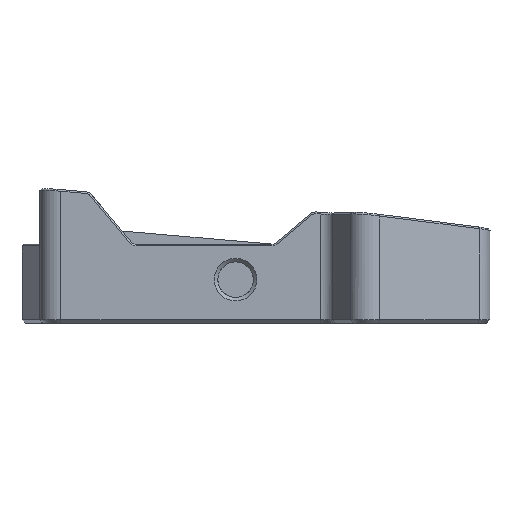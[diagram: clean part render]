
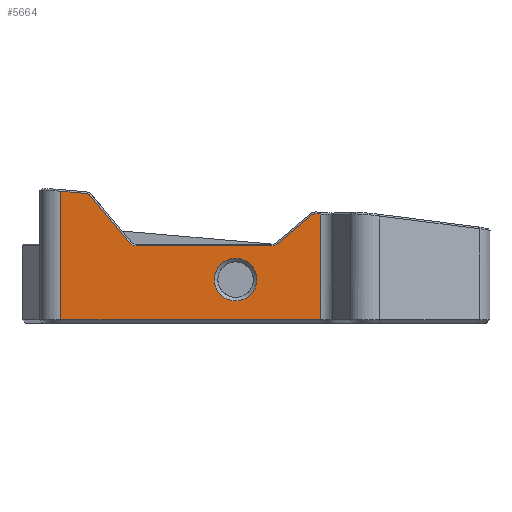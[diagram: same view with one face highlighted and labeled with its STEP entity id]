
A CAD part, left-side view. The second image highlights one B-rep face of the part: STEP entity #5664.
In plain terms, the highlighted planar face has unit normal (-1, 0, 0).
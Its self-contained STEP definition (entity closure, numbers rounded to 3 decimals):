
#74=FACE_BOUND('',#852,.T.);
#88=ELLIPSE('',#6025,1.303,1.128);
#89=ELLIPSE('',#6028,1.303,1.128);
#211=B_SPLINE_CURVE_WITH_KNOTS('',3,(#8426,#8427,#8428,#8429,#8430,#8431),
 .UNSPECIFIED.,.F.,.F.,(4,2,4),(-0.004,-0.002,
0.),.UNSPECIFIED.);
#212=B_SPLINE_CURVE_WITH_KNOTS('',3,(#8437,#8438,#8439,#8440,#8441,#8442),
 .UNSPECIFIED.,.F.,.F.,(4,2,4),(-0.116,-0.058,
0.),.UNSPECIFIED.);
#213=B_SPLINE_CURVE_WITH_KNOTS('',3,(#8458,#8459,#8460,#8461,#8462,#8463),
 .UNSPECIFIED.,.F.,.F.,(4,2,4),(-0.116,-0.058,
0.),.UNSPECIFIED.);
#306=CIRCLE('',#6026,2.5);
#307=CIRCLE('',#6027,2.5);
#308=CIRCLE('',#6029,6.);
#514=FACE_OUTER_BOUND('',#851,.T.);
#851=EDGE_LOOP('',(#3837,#3838,#3839,#3840,#3841,#3842,#3843,#3844,#3845,
#3846,#3847,#3848,#3849,#3850,#3851,#3852,#3853));
#852=EDGE_LOOP('',(#3854));
#1233=LINE('',#8424,#1819);
#1234=LINE('',#8433,#1820);
#1235=LINE('',#8444,#1821);
#1236=LINE('',#8446,#1822);
#1237=LINE('',#8450,#1823);
#1238=LINE('',#8454,#1824);
#1239=LINE('',#8456,#1825);
#1240=LINE('',#8467,#1826);
#1241=LINE('',#8469,#1827);
#1242=LINE('',#8470,#1828);
#1819=VECTOR('',#6623,10.);
#1820=VECTOR('',#6624,10.);
#1821=VECTOR('',#6627,10.);
#1822=VECTOR('',#6628,10.);
#1823=VECTOR('',#6631,10.);
#1824=VECTOR('',#6634,10.);
#1825=VECTOR('',#6635,10.);
#1826=VECTOR('',#6638,10.);
#1827=VECTOR('',#6639,10.);
#1828=VECTOR('',#6640,10.);
#2418=VERTEX_POINT('',#8422);
#2419=VERTEX_POINT('',#8423);
#2420=VERTEX_POINT('',#8425);
#2421=VERTEX_POINT('',#8432);
#2422=VERTEX_POINT('',#8434);
#2423=VERTEX_POINT('',#8436);
#2424=VERTEX_POINT('',#8443);
#2425=VERTEX_POINT('',#8445);
#2426=VERTEX_POINT('',#8447);
#2427=VERTEX_POINT('',#8449);
#2428=VERTEX_POINT('',#8451);
#2429=VERTEX_POINT('',#8453);
#2430=VERTEX_POINT('',#8455);
#2431=VERTEX_POINT('',#8457);
#2432=VERTEX_POINT('',#8464);
#2433=VERTEX_POINT('',#8466);
#2434=VERTEX_POINT('',#8468);
#2435=VERTEX_POINT('',#8471);
#2961=EDGE_CURVE('',#2418,#2419,#1233,.T.);
#2962=EDGE_CURVE('',#2419,#2420,#211,.T.);
#2963=EDGE_CURVE('',#2420,#2421,#1234,.T.);
#2964=EDGE_CURVE('',#2421,#2422,#88,.T.);
#2965=EDGE_CURVE('',#2422,#2423,#212,.T.);
#2966=EDGE_CURVE('',#2423,#2424,#1235,.T.);
#2967=EDGE_CURVE('',#2424,#2425,#1236,.T.);
#2968=EDGE_CURVE('',#2425,#2426,#306,.T.);
#2969=EDGE_CURVE('',#2426,#2427,#1237,.T.);
#2970=EDGE_CURVE('',#2427,#2428,#307,.T.);
#2971=EDGE_CURVE('',#2428,#2429,#1238,.T.);
#2972=EDGE_CURVE('',#2429,#2430,#1239,.T.);
#2973=EDGE_CURVE('',#2430,#2431,#213,.T.);
#2974=EDGE_CURVE('',#2431,#2432,#89,.T.);
#2975=EDGE_CURVE('',#2432,#2433,#1240,.T.);
#2976=EDGE_CURVE('',#2433,#2434,#1241,.T.);
#2977=EDGE_CURVE('',#2418,#2434,#1242,.T.);
#2978=EDGE_CURVE('',#2435,#2435,#308,.T.);
#3837=ORIENTED_EDGE('',*,*,#2961,.T.);
#3838=ORIENTED_EDGE('',*,*,#2962,.T.);
#3839=ORIENTED_EDGE('',*,*,#2963,.T.);
#3840=ORIENTED_EDGE('',*,*,#2964,.T.);
#3841=ORIENTED_EDGE('',*,*,#2965,.T.);
#3842=ORIENTED_EDGE('',*,*,#2966,.T.);
#3843=ORIENTED_EDGE('',*,*,#2967,.T.);
#3844=ORIENTED_EDGE('',*,*,#2968,.T.);
#3845=ORIENTED_EDGE('',*,*,#2969,.T.);
#3846=ORIENTED_EDGE('',*,*,#2970,.T.);
#3847=ORIENTED_EDGE('',*,*,#2971,.T.);
#3848=ORIENTED_EDGE('',*,*,#2972,.T.);
#3849=ORIENTED_EDGE('',*,*,#2973,.T.);
#3850=ORIENTED_EDGE('',*,*,#2974,.T.);
#3851=ORIENTED_EDGE('',*,*,#2975,.T.);
#3852=ORIENTED_EDGE('',*,*,#2976,.T.);
#3853=ORIENTED_EDGE('',*,*,#2977,.F.);
#3854=ORIENTED_EDGE('',*,*,#2978,.F.);
#5510=PLANE('',#6024);
#5664=ADVANCED_FACE('',(#514,#74),#5510,.F.);
#6024=AXIS2_PLACEMENT_3D('',#8421,#6621,#6622);
#6025=AXIS2_PLACEMENT_3D('',#8435,#6625,#6626);
#6026=AXIS2_PLACEMENT_3D('',#8448,#6629,#6630);
#6027=AXIS2_PLACEMENT_3D('',#8452,#6632,#6633);
#6028=AXIS2_PLACEMENT_3D('',#8465,#6636,#6637);
#6029=AXIS2_PLACEMENT_3D('',#8472,#6641,#6642);
#6621=DIRECTION('center_axis',(1.,0.,0.));
#6622=DIRECTION('ref_axis',(0.,-1.,0.));
#6623=DIRECTION('',(0.,0.,1.));
#6624=DIRECTION('',(0.,0.996,0.087));
#6625=DIRECTION('center_axis',(-1.,0.,0.));
#6626=DIRECTION('ref_axis',(0.,0.998,0.059));
#6627=DIRECTION('',(0.,0.766,-0.643));
#6628=DIRECTION('',(0.,0.766,-0.643));
#6629=DIRECTION('center_axis',(1.,0.,0.));
#6630=DIRECTION('ref_axis',(0.,-0.342,-0.94));
#6631=DIRECTION('',(0.,1.,0.));
#6632=DIRECTION('center_axis',(1.,0.,0.));
#6633=DIRECTION('ref_axis',(0.,0.423,-0.906));
#6634=DIRECTION('',(0.,0.643,0.766));
#6635=DIRECTION('',(0.,0.643,0.766));
#6636=DIRECTION('center_axis',(-1.,0.,0.));
#6637=DIRECTION('ref_axis',(0.,0.993,0.115));
#6638=DIRECTION('',(0.,0.996,0.087));
#6639=DIRECTION('',(0.,0.,-1.));
#6640=DIRECTION('',(0.,1.,0.));
#6641=DIRECTION('center_axis',(-1.,0.,0.));
#6642=DIRECTION('ref_axis',(0.,1.,0.));
#8421=CARTESIAN_POINT('Origin',(6.76,-0.021,-1.5));
#8422=CARTESIAN_POINT('',(6.76,-79.175,-9.3));
#8423=CARTESIAN_POINT('',(6.76,-79.175,20.514));
#8424=CARTESIAN_POINT('',(6.76,-79.175,-1.5));
#8425=CARTESIAN_POINT('',(6.76,-79.132,20.518));
#8426=CARTESIAN_POINT('Ctrl Pts',(6.76,-79.175,20.514));
#8427=CARTESIAN_POINT('Ctrl Pts',(6.76,-79.168,20.515));
#8428=CARTESIAN_POINT('Ctrl Pts',(6.76,-79.161,20.515));
#8429=CARTESIAN_POINT('Ctrl Pts',(6.76,-79.146,20.517));
#8430=CARTESIAN_POINT('Ctrl Pts',(6.76,-79.139,20.517));
#8431=CARTESIAN_POINT('Ctrl Pts',(6.76,-79.132,20.518));
#8432=CARTESIAN_POINT('',(6.76,-77.969,20.62));
#8433=CARTESIAN_POINT('',(6.76,-32.46,24.611));
#8434=CARTESIAN_POINT('',(6.76,-77.943,20.622));
#8435=CARTESIAN_POINT('Origin',(6.76,-77.86,19.497));
#8436=CARTESIAN_POINT('',(6.76,-76.864,20.271));
#8437=CARTESIAN_POINT('Ctrl Pts',(6.76,-77.943,20.622));
#8438=CARTESIAN_POINT('Ctrl Pts',(6.76,-77.75,20.635));
#8439=CARTESIAN_POINT('Ctrl Pts',(6.76,-77.555,20.61));
#8440=CARTESIAN_POINT('Ctrl Pts',(6.76,-77.186,20.49));
#8441=CARTESIAN_POINT('Ctrl Pts',(6.76,-77.013,20.395));
#8442=CARTESIAN_POINT('Ctrl Pts',(6.76,-76.864,20.271));
#8443=CARTESIAN_POINT('',(6.76,-76.827,20.239));
#8444=CARTESIAN_POINT('',(6.76,-76.864,20.271));
#8445=CARTESIAN_POINT('',(6.76,-67.104,12.085));
#8446=CARTESIAN_POINT('',(6.76,-43.791,-7.469));
#8447=CARTESIAN_POINT('',(6.76,-65.498,11.5));
#8448=CARTESIAN_POINT('Origin',(6.76,-65.498,14.));
#8449=CARTESIAN_POINT('',(6.76,-27.28,11.5));
#8450=CARTESIAN_POINT('',(6.76,-13.184,11.5));
#8451=CARTESIAN_POINT('',(6.76,-25.365,12.393));
#8452=CARTESIAN_POINT('Origin',(6.76,-27.28,14.));
#8453=CARTESIAN_POINT('',(6.76,-14.175,25.734));
#8454=CARTESIAN_POINT('',(6.76,-17.673,21.564));
#8455=CARTESIAN_POINT('',(6.76,-14.144,25.772));
#8456=CARTESIAN_POINT('',(6.76,-14.175,25.734));
#8457=CARTESIAN_POINT('',(6.76,-13.143,26.305));
#8458=CARTESIAN_POINT('Ctrl Pts',(6.76,-14.144,25.772));
#8459=CARTESIAN_POINT('Ctrl Pts',(6.76,-14.019,25.92));
#8460=CARTESIAN_POINT('Ctrl Pts',(6.76,-13.865,26.043));
#8461=CARTESIAN_POINT('Ctrl Pts',(6.76,-13.523,26.226));
#8462=CARTESIAN_POINT('Ctrl Pts',(6.76,-13.335,26.285));
#8463=CARTESIAN_POINT('Ctrl Pts',(6.76,-13.143,26.305));
#8464=CARTESIAN_POINT('',(6.76,-13.116,26.308));
#8465=CARTESIAN_POINT('Origin',(6.76,-13.028,25.183));
#8466=CARTESIAN_POINT('',(6.76,-6.021,26.93));
#8467=CARTESIAN_POINT('',(6.76,-32.46,24.611));
#8468=CARTESIAN_POINT('',(6.76,-6.021,-9.3));
#8469=CARTESIAN_POINT('',(6.76,-6.021,-1.5));
#8470=CARTESIAN_POINT('',(6.76,-31.016,-9.3));
#8471=CARTESIAN_POINT('',(6.76,-61.281,2.003));
#8472=CARTESIAN_POINT('Origin',(6.76,-55.281,2.003));
